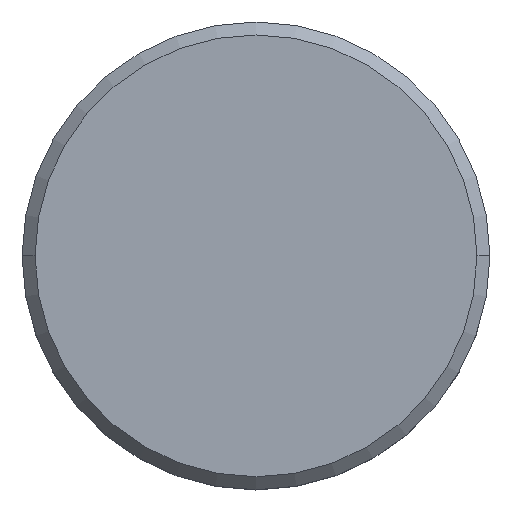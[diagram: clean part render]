
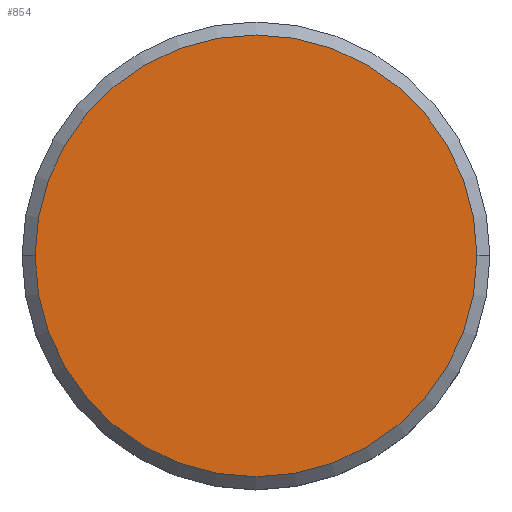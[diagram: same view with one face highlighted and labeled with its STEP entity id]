
A CAD part, top view. The second image highlights one B-rep face of the part: STEP entity #854.
In plain terms, the highlighted planar face has unit normal (0, 0, 1).
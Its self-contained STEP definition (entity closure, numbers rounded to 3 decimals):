
#53 = FACE_OUTER_BOUND ( 'NONE', #624, .T. ) ;
#113 = AXIS2_PLACEMENT_3D ( 'NONE', #296, #533, #709 ) ;
#120 = VERTEX_POINT ( 'NONE', #173 ) ;
#173 = CARTESIAN_POINT ( 'NONE',  ( -8.5, 0., 0. ) ) ;
#223 = DIRECTION ( 'NONE',  ( 0., 0., 1. ) ) ;
#252 = DIRECTION ( 'NONE',  ( 1., 0., 0. ) ) ;
#294 = ORIENTED_EDGE ( 'NONE', *, *, #399, .T. ) ;
#296 = CARTESIAN_POINT ( 'NONE',  ( 0., 0., 0. ) ) ;
#378 = PLANE ( 'NONE',  #791 ) ;
#399 = EDGE_CURVE ( 'NONE', #120, #471, #843, .T. ) ;
#416 = CARTESIAN_POINT ( 'NONE',  ( 0., 0., 0. ) ) ;
#471 = VERTEX_POINT ( 'NONE', #1051 ) ;
#473 = ORIENTED_EDGE ( 'NONE', *, *, #797, .T. ) ;
#482 = DIRECTION ( 'NONE',  ( 0., 0., 1. ) ) ;
#533 = DIRECTION ( 'NONE',  ( 0., 0., 1. ) ) ;
#622 = CARTESIAN_POINT ( 'NONE',  ( 0., 0., 0. ) ) ;
#624 = EDGE_LOOP ( 'NONE', ( #294, #473 ) ) ;
#650 = CIRCLE ( 'NONE', #113, 8.5 ) ;
#709 = DIRECTION ( 'NONE',  ( 1., 0., 0. ) ) ;
#790 = AXIS2_PLACEMENT_3D ( 'NONE', #416, #482, #252 ) ;
#791 = AXIS2_PLACEMENT_3D ( 'NONE', #622, #223, #1032 ) ;
#797 = EDGE_CURVE ( 'NONE', #471, #120, #650, .T. ) ;
#843 = CIRCLE ( 'NONE', #790, 8.5 ) ;
#854 = ADVANCED_FACE ( 'NONE', ( #53 ), #378, .T. ) ;
#1032 = DIRECTION ( 'NONE',  ( 1., 0., 0. ) ) ;
#1051 = CARTESIAN_POINT ( 'NONE',  ( 8.5, 0., 0. ) ) ;
